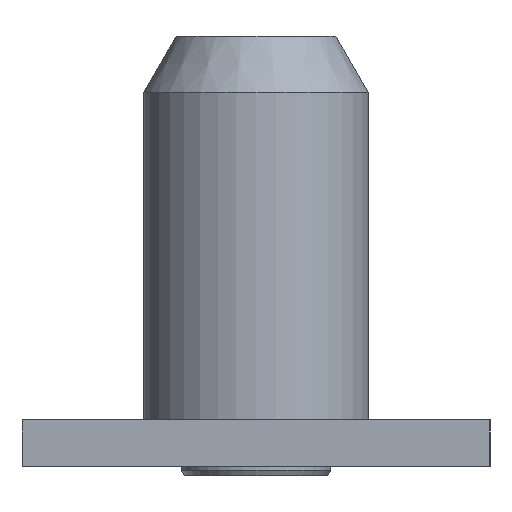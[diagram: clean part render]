
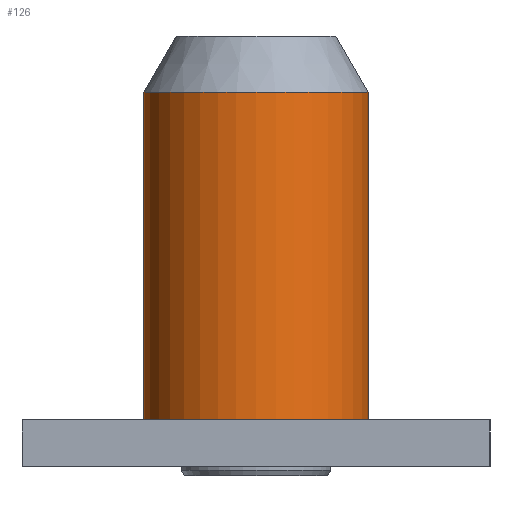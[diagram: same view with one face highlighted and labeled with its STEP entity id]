
A CAD part, left-side view. The second image highlights one B-rep face of the part: STEP entity #126.
In plain terms, the highlighted cylindrical face has radius 6 mm (diameter 12 mm), a partial arc.
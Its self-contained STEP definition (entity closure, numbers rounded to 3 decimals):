
#126=ADVANCED_FACE('',(#171),#172,.T.);
#171=FACE_OUTER_BOUND('',#261,.T.);
#172=CYLINDRICAL_SURFACE('',#262,6.0);
#261=EDGE_LOOP('',(#366,#367,#368,#369));
#262=AXIS2_PLACEMENT_3D('',#370,#371,#372);
#366=ORIENTED_EDGE('',*,*,#652,.F.);
#367=ORIENTED_EDGE('',*,*,#653,.F.);
#368=ORIENTED_EDGE('',*,*,#654,.F.);
#369=ORIENTED_EDGE('',*,*,#655,.T.);
#370=CARTESIAN_POINT('',(7.179,13.412,33.297));
#371=DIRECTION('',(0.0,0.,1.0));
#372=DIRECTION('',(0.0,1.0,0.));
#652=EDGE_CURVE('',#748,#749,#750,.T.);
#653=EDGE_CURVE('',#751,#748,#752,.T.);
#654=EDGE_CURVE('',#753,#751,#754,.T.);
#655=EDGE_CURVE('',#753,#749,#755,.F.);
#748=VERTEX_POINT('',#889);
#749=VERTEX_POINT('',#890);
#750=LINE('',#891,#892);
#751=VERTEX_POINT('',#893);
#752=CIRCLE('',#894,6.0);
#753=VERTEX_POINT('',#895);
#754=LINE('',#896,#897);
#755=CIRCLE('',#898,6.0);
#889=CARTESIAN_POINT('',(7.179,19.412,12.797));
#890=CARTESIAN_POINT('',(7.179,19.412,30.297));
#891=CARTESIAN_POINT('',(7.179,19.412,21.547));
#892=VECTOR('',#1070,1.0);
#893=CARTESIAN_POINT('',(7.179,7.412,12.797));
#894=AXIS2_PLACEMENT_3D('',#1071,#1072,#1073);
#895=CARTESIAN_POINT('',(7.179,7.412,30.297));
#896=CARTESIAN_POINT('',(7.179,7.412,21.547));
#897=VECTOR('',#1074,1.0);
#898=AXIS2_PLACEMENT_3D('',#1075,#1076,#1077);
#1070=DIRECTION('',(-0.0,0.,1.0));
#1071=CARTESIAN_POINT('',(7.179,13.412,12.797));
#1072=DIRECTION('',(0.0,0.,-1.0));
#1073=DIRECTION('',(0.0,1.0,0.));
#1074=DIRECTION('',(-0.0,0.,-1.0));
#1075=CARTESIAN_POINT('',(7.179,13.412,30.297));
#1076=DIRECTION('',(0.0,0.,1.0));
#1077=DIRECTION('',(0.0,-1.0,0.));
